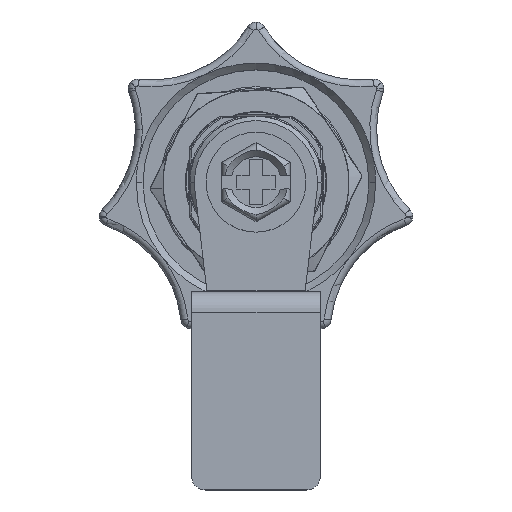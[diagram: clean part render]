
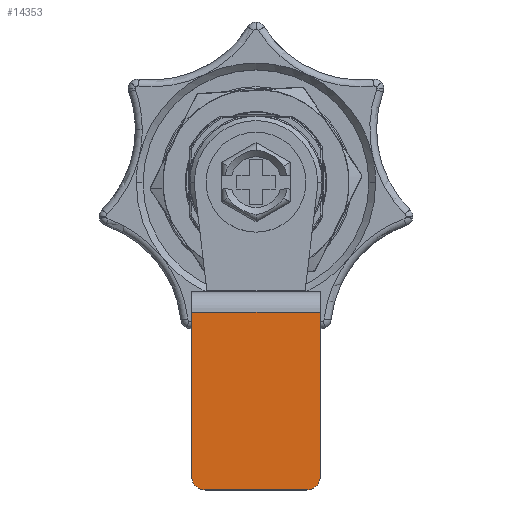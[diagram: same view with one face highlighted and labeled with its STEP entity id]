
A CAD part, top view. The second image highlights one B-rep face of the part: STEP entity #14353.
In plain terms, the highlighted face is planar.
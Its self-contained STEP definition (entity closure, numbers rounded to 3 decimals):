
#9544 = CARTESIAN_POINT ( 'NONE',  ( -17., -28., -18.8 ) ) ;
#9545 = DIRECTION ( 'NONE',  ( 0., -1., 0. ) ) ;
#9546 = VECTOR ( 'NONE', #9545, 1000. ) ;
#9547 = CARTESIAN_POINT ( 'NONE',  ( -17., -25., -18.8 ) ) ;
#9550 = LINE ( 'NONE', #9547, #9546 ) ;
#9551 = CARTESIAN_POINT ( 'NONE',  ( -17., -52., -18.8 ) ) ;
#9849 = FACE_OUTER_BOUND ( 'NONE', #14345, .T. ) ;
#9850 = CIRCLE ( 'NONE', #9860, 2. ) ;
#9853 = AXIS2_PLACEMENT_3D ( 'NONE', #9905, #9899, #9916 ) ;
#9858 = DIRECTION ( 'NONE',  ( -1., 0., 0. ) ) ;
#9860 = AXIS2_PLACEMENT_3D ( 'NONE', #9874, #9858, #9903 ) ;
#9874 = CARTESIAN_POINT ( 'NONE',  ( -17., -52., -16.8 ) ) ;
#9880 = CARTESIAN_POINT ( 'NONE',  ( -17., -52., 0. ) ) ;
#9899 = DIRECTION ( 'NONE',  ( -1., 0., 0. ) ) ;
#9901 = CARTESIAN_POINT ( 'NONE',  ( -17., -28., 0. ) ) ;
#9902 = PLANE ( 'NONE',  #9853 ) ;
#9903 = DIRECTION ( 'NONE',  ( 0., -1., 0. ) ) ;
#9904 = CARTESIAN_POINT ( 'NONE',  ( -17., -52., -2. ) ) ;
#9905 = CARTESIAN_POINT ( 'NONE',  ( -17., -25., -18.8 ) ) ;
#9907 = CIRCLE ( 'NONE', #9967, 2. ) ;
#9913 = CARTESIAN_POINT ( 'NONE',  ( -17., -54., -16.8 ) ) ;
#9915 = CARTESIAN_POINT ( 'NONE',  ( -17., -54., -2. ) ) ;
#9916 = DIRECTION ( 'NONE',  ( 0., -1., 0. ) ) ;
#9940 = DIRECTION ( 'NONE',  ( 0., 0., -1. ) ) ;
#9941 = VECTOR ( 'NONE', #9940, 1000. ) ;
#9942 = CARTESIAN_POINT ( 'NONE',  ( -17., -28., -18.8 ) ) ;
#9943 = LINE ( 'NONE', #9942, #9941 ) ;
#9945 = DIRECTION ( 'NONE',  ( 0., -1., 0. ) ) ;
#9946 = VECTOR ( 'NONE', #9945, 1000. ) ;
#9947 = CARTESIAN_POINT ( 'NONE',  ( -17., -25., 0. ) ) ;
#9950 = LINE ( 'NONE', #9947, #9946 ) ;
#9957 = DIRECTION ( 'NONE',  ( 0., 0., 1. ) ) ;
#9958 = VECTOR ( 'NONE', #9957, 1000. ) ;
#9962 = DIRECTION ( 'NONE',  ( 0., -1., 0. ) ) ;
#9963 = DIRECTION ( 'NONE',  ( -1., 0., 0. ) ) ;
#9967 = AXIS2_PLACEMENT_3D ( 'NONE', #9904, #9963, #9962 ) ;
#9972 = CARTESIAN_POINT ( 'NONE',  ( -17., -54., -18.8 ) ) ;
#9973 = LINE ( 'NONE', #9972, #9958 ) ;
#14174 = EDGE_CURVE ( 'NONE', #14183, #14178, #9550, .T. ) ;
#14178 = VERTEX_POINT ( 'NONE', #9551 ) ;
#14183 = VERTEX_POINT ( 'NONE', #9544 ) ;
#14330 = VERTEX_POINT ( 'NONE', #9880 ) ;
#14339 = ORIENTED_EDGE ( 'NONE', *, *, #14364, .T. ) ;
#14340 = ORIENTED_EDGE ( 'NONE', *, *, #14371, .T. ) ;
#14343 = EDGE_CURVE ( 'NONE', #14178, #14359, #9850, .T. ) ;
#14345 = EDGE_LOOP ( 'NONE', ( #14366, #14350, #14339, #14360, #14346, #14340 ) ) ;
#14346 = ORIENTED_EDGE ( 'NONE', *, *, #14370, .F. ) ;
#14350 = ORIENTED_EDGE ( 'NONE', *, *, #14343, .T. ) ;
#14353 = ADVANCED_FACE ( 'NONE', ( #9849 ), #9902, .T. ) ;
#14357 = VERTEX_POINT ( 'NONE', #9901 ) ;
#14359 = VERTEX_POINT ( 'NONE', #9913 ) ;
#14360 = ORIENTED_EDGE ( 'NONE', *, *, #14362, .T. ) ;
#14362 = EDGE_CURVE ( 'NONE', #14363, #14330, #9907, .T. ) ;
#14363 = VERTEX_POINT ( 'NONE', #9915 ) ;
#14364 = EDGE_CURVE ( 'NONE', #14359, #14363, #9973, .T. ) ;
#14366 = ORIENTED_EDGE ( 'NONE', *, *, #14174, .T. ) ;
#14370 = EDGE_CURVE ( 'NONE', #14357, #14330, #9950, .T. ) ;
#14371 = EDGE_CURVE ( 'NONE', #14357, #14183, #9943, .T. ) ;
